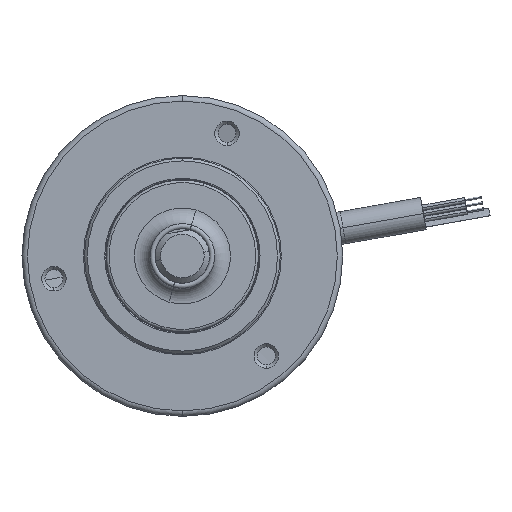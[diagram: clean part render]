
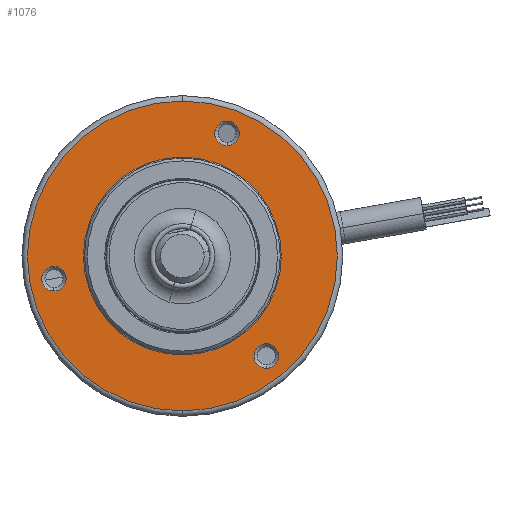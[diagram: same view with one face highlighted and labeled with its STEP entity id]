
A CAD part, front view. The second image highlights one B-rep face of the part: STEP entity #1076.
In plain terms, the highlighted planar face has unit normal (0, -1, 0).
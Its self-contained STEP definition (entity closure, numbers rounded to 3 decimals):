
#64 = CARTESIAN_POINT ( 'NONE',  ( 0., 0., 0. ) ) ;
#150 = EDGE_LOOP ( 'NONE', ( #1550, #292 ) ) ;
#160 = ORIENTED_EDGE ( 'NONE', *, *, #2187, .F. ) ;
#172 = CIRCLE ( 'NONE', #1495, 2.25 ) ;
#186 = PLANE ( 'NONE',  #1991 ) ;
#190 = CARTESIAN_POINT ( 'NONE',  ( 18., 0., 0. ) ) ;
#246 = ORIENTED_EDGE ( 'NONE', *, *, #2158, .F. ) ;
#253 = DIRECTION ( 'NONE',  ( 0., 1., 0. ) ) ;
#257 = DIRECTION ( 'NONE',  ( 0., -1., 0. ) ) ;
#262 = CARTESIAN_POINT ( 'NONE',  ( -23.635, 0., -1.918 ) ) ;
#292 = ORIENTED_EDGE ( 'NONE', *, *, #2180, .F. ) ;
#342 = EDGE_LOOP ( 'NONE', ( #1925, #3105 ) ) ;
#405 = VERTEX_POINT ( 'NONE', #762 ) ;
#420 = CIRCLE ( 'NONE', #1506, 18.2 ) ;
#454 = VERTEX_POINT ( 'NONE', #1428 ) ;
#459 = CARTESIAN_POINT ( 'NONE',  ( 0., 0., -28.5 ) ) ;
#462 = CARTESIAN_POINT ( 'NONE',  ( 0., 0., 28.5 ) ) ;
#474 = ORIENTED_EDGE ( 'NONE', *, *, #2355, .F. ) ;
#520 = VERTEX_POINT ( 'NONE', #1219 ) ;
#630 = EDGE_LOOP ( 'NONE', ( #246, #1251 ) ) ;
#645 = DIRECTION ( 'NONE',  ( 0., -1., 0. ) ) ;
#762 = CARTESIAN_POINT ( 'NONE',  ( -23.635, 0., -6.418 ) ) ;
#832 = DIRECTION ( 'NONE',  ( 0., 0., -1. ) ) ;
#846 = VERTEX_POINT ( 'NONE', #462 ) ;
#944 = VERTEX_POINT ( 'NONE', #459 ) ;
#1053 = DIRECTION ( 'NONE',  ( 0., 0., -1. ) ) ;
#1076 = ADVANCED_FACE ( 'NONE', ( #1822, #2768, #1651, #1858, #2524 ), #186, .T. ) ;
#1117 = DIRECTION ( 'NONE',  ( 0., -1., 0. ) ) ;
#1127 = DIRECTION ( 'NONE',  ( 0., 0., -1. ) ) ;
#1140 = VERTEX_POINT ( 'NONE', #262 ) ;
#1148 = CIRCLE ( 'NONE', #1410, 2.25 ) ;
#1219 = CARTESIAN_POINT ( 'NONE',  ( 15.427, 0., -16.135 ) ) ;
#1222 = DIRECTION ( 'NONE',  ( 0., 0., -1. ) ) ;
#1251 = ORIENTED_EDGE ( 'NONE', *, *, #2296, .F. ) ;
#1298 = AXIS2_PLACEMENT_3D ( 'NONE', #3369, #2705, #1053 ) ;
#1365 = AXIS2_PLACEMENT_3D ( 'NONE', #2842, #2803, #2699 ) ;
#1367 = DIRECTION ( 'NONE',  ( 0., -1., 0. ) ) ;
#1379 = CIRCLE ( 'NONE', #1491, 28.5 ) ;
#1388 = DIRECTION ( 'NONE',  ( 0., -1., 0. ) ) ;
#1410 = AXIS2_PLACEMENT_3D ( 'NONE', #1609, #1367, #3191 ) ;
#1428 = CARTESIAN_POINT ( 'NONE',  ( 8.208, 0., 20.303 ) ) ;
#1444 = DIRECTION ( 'NONE',  ( 0., 0., -1. ) ) ;
#1491 = AXIS2_PLACEMENT_3D ( 'NONE', #64, #257, #1127 ) ;
#1495 = AXIS2_PLACEMENT_3D ( 'NONE', #2309, #1388, #1444 ) ;
#1500 = CARTESIAN_POINT ( 'NONE',  ( -23.635, 0., -4.168 ) ) ;
#1504 = AXIS2_PLACEMENT_3D ( 'NONE', #1500, #2802, #1958 ) ;
#1506 = AXIS2_PLACEMENT_3D ( 'NONE', #3411, #253, #832 ) ;
#1528 = AXIS2_PLACEMENT_3D ( 'NONE', #3250, #645, #1222 ) ;
#1550 = ORIENTED_EDGE ( 'NONE', *, *, #1745, .F. ) ;
#1609 = CARTESIAN_POINT ( 'NONE',  ( 15.427, 0., -18.385 ) ) ;
#1615 = ORIENTED_EDGE ( 'NONE', *, *, #2186, .T. ) ;
#1651 = FACE_BOUND ( 'NONE', #630, .T. ) ;
#1692 = CIRCLE ( 'NONE', #2036, 28.5 ) ;
#1699 = CIRCLE ( 'NONE', #1504, 2.25 ) ;
#1724 = EDGE_CURVE ( 'NONE', #944, #846, #1692, .T. ) ;
#1745 = EDGE_CURVE ( 'NONE', #405, #1140, #1993, .T. ) ;
#1774 = VERTEX_POINT ( 'NONE', #2446 ) ;
#1779 = DIRECTION ( 'NONE',  ( 0., -1., 0. ) ) ;
#1790 = DIRECTION ( 'NONE',  ( 0., 0., -1. ) ) ;
#1822 = FACE_BOUND ( 'NONE', #342, .T. ) ;
#1858 = FACE_BOUND ( 'NONE', #2965, .T. ) ;
#1925 = ORIENTED_EDGE ( 'NONE', *, *, #2176, .T. ) ;
#1934 = AXIS2_PLACEMENT_3D ( 'NONE', #2333, #1117, #2475 ) ;
#1958 = DIRECTION ( 'NONE',  ( 0., 0., -1. ) ) ;
#1991 = AXIS2_PLACEMENT_3D ( 'NONE', #190, #1779, #1790 ) ;
#1993 = CIRCLE ( 'NONE', #1934, 2.25 ) ;
#2036 = AXIS2_PLACEMENT_3D ( 'NONE', #2426, #2433, #2438 ) ;
#2158 = EDGE_CURVE ( 'NONE', #3301, #520, #2616, .T. ) ;
#2176 = EDGE_CURVE ( 'NONE', #3375, #3234, #420, .T. ) ;
#2180 = EDGE_CURVE ( 'NONE', #1140, #405, #1699, .T. ) ;
#2186 = EDGE_CURVE ( 'NONE', #846, #944, #1379, .T. ) ;
#2187 = EDGE_CURVE ( 'NONE', #454, #1774, #172, .T. ) ;
#2296 = EDGE_CURVE ( 'NONE', #520, #3301, #1148, .T. ) ;
#2309 = CARTESIAN_POINT ( 'NONE',  ( 8.208, 0., 22.553 ) ) ;
#2333 = CARTESIAN_POINT ( 'NONE',  ( -23.635, 0., -4.168 ) ) ;
#2355 = EDGE_CURVE ( 'NONE', #1774, #454, #3177, .T. ) ;
#2426 = CARTESIAN_POINT ( 'NONE',  ( 0., 0., 0. ) ) ;
#2433 = DIRECTION ( 'NONE',  ( 0., -1., 0. ) ) ;
#2438 = DIRECTION ( 'NONE',  ( 0., 0., -1. ) ) ;
#2446 = CARTESIAN_POINT ( 'NONE',  ( 8.208, 0., 24.803 ) ) ;
#2475 = DIRECTION ( 'NONE',  ( 0., 0., -1. ) ) ;
#2524 = FACE_OUTER_BOUND ( 'NONE', #3304, .T. ) ;
#2567 = EDGE_CURVE ( 'NONE', #3234, #3375, #3432, .T. ) ;
#2616 = CIRCLE ( 'NONE', #1528, 2.25 ) ;
#2699 = DIRECTION ( 'NONE',  ( 0., 0., -1. ) ) ;
#2705 = DIRECTION ( 'NONE',  ( 0., 1., 0. ) ) ;
#2763 = CARTESIAN_POINT ( 'NONE',  ( 15.427, 0., -20.635 ) ) ;
#2768 = FACE_BOUND ( 'NONE', #150, .T. ) ;
#2793 = CARTESIAN_POINT ( 'NONE',  ( 0., 0., -18.2 ) ) ;
#2802 = DIRECTION ( 'NONE',  ( 0., -1., 0. ) ) ;
#2803 = DIRECTION ( 'NONE',  ( 0., -1., 0. ) ) ;
#2842 = CARTESIAN_POINT ( 'NONE',  ( 8.208, 0., 22.553 ) ) ;
#2860 = CARTESIAN_POINT ( 'NONE',  ( 0., 0., 18.2 ) ) ;
#2965 = EDGE_LOOP ( 'NONE', ( #160, #474 ) ) ;
#3048 = ORIENTED_EDGE ( 'NONE', *, *, #1724, .T. ) ;
#3105 = ORIENTED_EDGE ( 'NONE', *, *, #2567, .T. ) ;
#3177 = CIRCLE ( 'NONE', #1365, 2.25 ) ;
#3191 = DIRECTION ( 'NONE',  ( 0., 0., -1. ) ) ;
#3234 = VERTEX_POINT ( 'NONE', #2860 ) ;
#3250 = CARTESIAN_POINT ( 'NONE',  ( 15.427, 0., -18.385 ) ) ;
#3301 = VERTEX_POINT ( 'NONE', #2763 ) ;
#3304 = EDGE_LOOP ( 'NONE', ( #3048, #1615 ) ) ;
#3369 = CARTESIAN_POINT ( 'NONE',  ( 0., 0., 0. ) ) ;
#3375 = VERTEX_POINT ( 'NONE', #2793 ) ;
#3411 = CARTESIAN_POINT ( 'NONE',  ( 0., 0., 0. ) ) ;
#3432 = CIRCLE ( 'NONE', #1298, 18.2 ) ;
